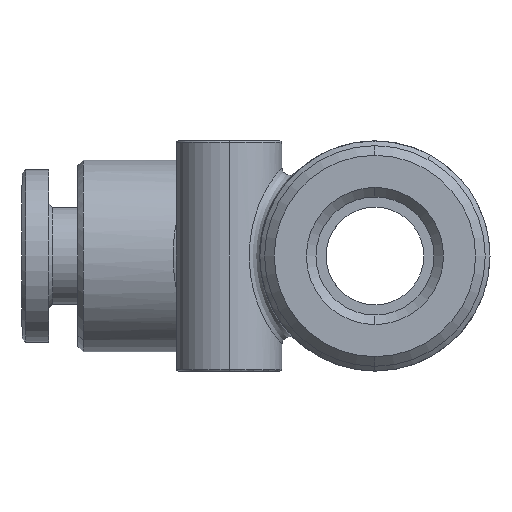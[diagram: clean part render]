
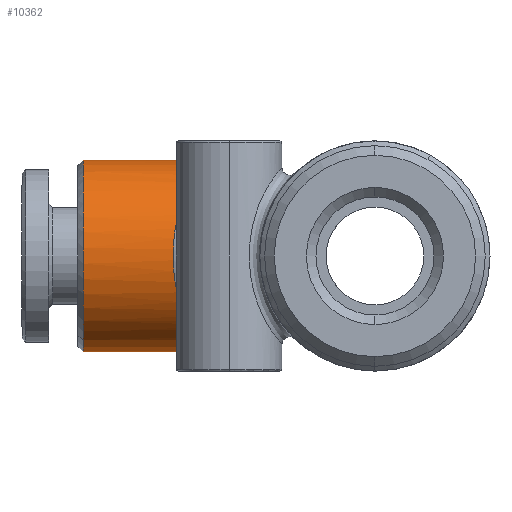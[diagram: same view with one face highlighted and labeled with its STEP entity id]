
A CAD part, left-side view. The second image highlights one B-rep face of the part: STEP entity #10362.
In plain terms, the highlighted cylindrical face has radius 5 mm (diameter 10 mm), a partial arc.
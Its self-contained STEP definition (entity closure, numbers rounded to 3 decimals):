
#209 = ORIENTED_EDGE ( 'NONE', *, *, #9699, .F. ) ;
#989 = DIRECTION ( 'NONE',  ( 0., 1., 0. ) ) ;
#1000 = DIRECTION ( 'NONE',  ( 0., 1., 0. ) ) ;
#1363 = CARTESIAN_POINT ( 'NONE',  ( -14.536, 9.153, 3.548 ) ) ;
#1504 = CARTESIAN_POINT ( 'NONE',  ( -15.005, 9.799, 3.011 ) ) ;
#1771 = DIRECTION ( 'NONE',  ( 0., -1., 0. ) ) ;
#1896 = VERTEX_POINT ( 'NONE', #19236 ) ;
#2149 = B_SPLINE_CURVE_WITH_KNOTS ( 'NONE', 5,
 ( #8277, #8448, #17366, #4899, #17443, #17280 ),
 .UNSPECIFIED., .F., .F.,
 ( 6, 6 ),
 ( 0., 1. ),
 .UNSPECIFIED. ) ;
#2354 = DIRECTION ( 'NONE',  ( -0.479, 0., -0.878 ) ) ;
#2654 = VERTEX_POINT ( 'NONE', #20792 ) ;
#2923 = EDGE_CURVE ( 'NONE', #19740, #11755, #5755, .T. ) ;
#2995 = CARTESIAN_POINT ( 'NONE',  ( -14.234, 8.253, 3.814 ) ) ;
#3027 = CARTESIAN_POINT ( 'NONE',  ( -14.219, 7.083, 3.826 ) ) ;
#3034 = CARTESIAN_POINT ( 'NONE',  ( -11., 6.366, 5. ) ) ;
#3073 = CARTESIAN_POINT ( 'NONE',  ( -14.194, 7.926, 3.846 ) ) ;
#3104 = EDGE_CURVE ( 'NONE', #18882, #19740, #22003, .T. ) ;
#3525 = B_SPLINE_CURVE_WITH_KNOTS ( 'NONE', 5,
 ( #6266, #4184, #20994, #3027, #4661, #19103 ),
 .UNSPECIFIED., .F., .F.,
 ( 6, 6 ),
 ( 0., 1. ),
 .UNSPECIFIED. ) ;
#3988 = CIRCLE ( 'NONE', #18520, 5. ) ;
#4184 = CARTESIAN_POINT ( 'NONE',  ( -14.339, 6.589, 3.723 ) ) ;
#4493 = CARTESIAN_POINT ( 'NONE',  ( -11., 6.366, 0. ) ) ;
#4562 = EDGE_CURVE ( 'NONE', #15430, #6955, #6294, .T. ) ;
#4609 = EDGE_CURVE ( 'NONE', #18882, #15320, #3988, .T. ) ;
#4661 = CARTESIAN_POINT ( 'NONE',  ( -14.194, 7.341, 3.846 ) ) ;
#4796 = CARTESIAN_POINT ( 'NONE',  ( -14.293, 8.643, -3.764 ) ) ;
#4899 = CARTESIAN_POINT ( 'NONE',  ( -14.268, 6.83, -3.785 ) ) ;
#4922 = DIRECTION ( 'NONE',  ( 0.479, 0., 0.878 ) ) ;
#4955 = CARTESIAN_POINT ( 'NONE',  ( -15.549, 10.289, -2.181 ) ) ;
#5040 = CARTESIAN_POINT ( 'NONE',  ( -14.843, 9.609, 3.213 ) ) ;
#5291 = CARTESIAN_POINT ( 'NONE',  ( -11., 15.196, 5. ) ) ;
#5505 = ORIENTED_EDGE ( 'NONE', *, *, #19591, .F. ) ;
#5583 = DIRECTION ( 'NONE',  ( 0., 1., 0. ) ) ;
#5755 = CIRCLE ( 'NONE', #6680, 5. ) ;
#6266 = CARTESIAN_POINT ( 'NONE',  ( -14.428, 6.366, 3.64 ) ) ;
#6294 = CIRCLE ( 'NONE', #12215, 5. ) ;
#6504 = VECTOR ( 'NONE', #17860, 1000. ) ;
#6680 = AXIS2_PLACEMENT_3D ( 'NONE', #18097, #18024, #7296 ) ;
#6716 = CARTESIAN_POINT ( 'NONE',  ( -16.067, 10.547, -0.504 ) ) ;
#6763 = DIRECTION ( 'NONE',  ( 0., -1., 0. ) ) ;
#6955 = VERTEX_POINT ( 'NONE', #12895 ) ;
#7296 = DIRECTION ( 'NONE',  ( -0.479, 0., -0.878 ) ) ;
#7613 = DIRECTION ( 'NONE',  ( 0., -1., 0. ) ) ;
#8277 = CARTESIAN_POINT ( 'NONE',  ( -14.194, 7.6, -3.846 ) ) ;
#8448 = CARTESIAN_POINT ( 'NONE',  ( -14.194, 7.341, -3.846 ) ) ;
#8601 = ORIENTED_EDGE ( 'NONE', *, *, #15617, .F. ) ;
#8699 = CARTESIAN_POINT ( 'NONE',  ( -11., 15.196, 0. ) ) ;
#9699 = EDGE_CURVE ( 'NONE', #15320, #2654, #3525, .T. ) ;
#9958 = ORIENTED_EDGE ( 'NONE', *, *, #4562, .T. ) ;
#10362 = ADVANCED_FACE ( 'NONE', ( #22101 ), #17909, .T. ) ;
#10530 = CARTESIAN_POINT ( 'NONE',  ( -14.194, 7.6, -3.846 ) ) ;
#11207 = CARTESIAN_POINT ( 'NONE',  ( -11., 15.196, -5. ) ) ;
#11414 = ORIENTED_EDGE ( 'NONE', *, *, #12400, .T. ) ;
#11677 = CARTESIAN_POINT ( 'NONE',  ( -14.194, 7.6, -3.846 ) ) ;
#11755 = VERTEX_POINT ( 'NONE', #12439 ) ;
#11968 = ORIENTED_EDGE ( 'NONE', *, *, #2923, .T. ) ;
#12171 = CARTESIAN_POINT ( 'NONE',  ( -15.757, 10.397, -1.676 ) ) ;
#12215 = AXIS2_PLACEMENT_3D ( 'NONE', #21577, #5583, #21644 ) ;
#12322 = CARTESIAN_POINT ( 'NONE',  ( -14.312, 8.567, 3.749 ) ) ;
#12400 = EDGE_CURVE ( 'NONE', #11755, #13693, #20407, .T. ) ;
#12439 = CARTESIAN_POINT ( 'NONE',  ( -13.397, 15.196, -4.388 ) ) ;
#12469 = VECTOR ( 'NONE', #1000, 1000. ) ;
#12592 = EDGE_CURVE ( 'NONE', #15430, #1896, #15644, .T. ) ;
#12895 = CARTESIAN_POINT ( 'NONE',  ( -14.428, 6.366, -3.64 ) ) ;
#13442 = AXIS2_PLACEMENT_3D ( 'NONE', #21745, #1771, #19656 ) ;
#13693 = VERTEX_POINT ( 'NONE', #11207 ) ;
#13961 = ORIENTED_EDGE ( 'NONE', *, *, #3104, .T. ) ;
#14060 = CARTESIAN_POINT ( 'NONE',  ( -16.015, 10.515, 0.714 ) ) ;
#14335 = LINE ( 'NONE', #18167, #6504 ) ;
#14809 = CARTESIAN_POINT ( 'NONE',  ( -14.428, 6.366, 3.64 ) ) ;
#15320 = VERTEX_POINT ( 'NONE', #14809 ) ;
#15430 = VERTEX_POINT ( 'NONE', #23188 ) ;
#15552 = CARTESIAN_POINT ( 'NONE',  ( -14.498, 9.115, -3.596 ) ) ;
#15617 = EDGE_CURVE ( 'NONE', #1896, #13693, #14335, .T. ) ;
#15644 = CIRCLE ( 'NONE', #13442, 5. ) ;
#15790 = CARTESIAN_POINT ( 'NONE',  ( -15.032, 9.908, -3.037 ) ) ;
#16298 = AXIS2_PLACEMENT_3D ( 'NONE', #8699, #6763, #4922 ) ;
#16459 = ORIENTED_EDGE ( 'NONE', *, *, #17498, .F. ) ;
#16497 = VERTEX_POINT ( 'NONE', #11677 ) ;
#17201 = DIRECTION ( 'NONE',  ( 0., 0., 1. ) ) ;
#17213 = ORIENTED_EDGE ( 'NONE', *, *, #4609, .F. ) ;
#17280 = CARTESIAN_POINT ( 'NONE',  ( -14.428, 6.366, -3.64 ) ) ;
#17366 = CARTESIAN_POINT ( 'NONE',  ( -14.219, 7.083, -3.826 ) ) ;
#17443 = CARTESIAN_POINT ( 'NONE',  ( -14.339, 6.589, -3.723 ) ) ;
#17498 = EDGE_CURVE ( 'NONE', #2654, #16497, #18853, .T. ) ;
#17860 = DIRECTION ( 'NONE',  ( 0., 1., 0. ) ) ;
#17909 = CYLINDRICAL_SURFACE ( 'NONE', #22396, 5. ) ;
#18024 = DIRECTION ( 'NONE',  ( 0., -1., 0. ) ) ;
#18097 = CARTESIAN_POINT ( 'NONE',  ( -11., 15.196, 0. ) ) ;
#18167 = CARTESIAN_POINT ( 'NONE',  ( -11., 6.366, -5. ) ) ;
#18421 = ORIENTED_EDGE ( 'NONE', *, *, #12592, .F. ) ;
#18520 = AXIS2_PLACEMENT_3D ( 'NONE', #22026, #7613, #2354 ) ;
#18853 = B_SPLINE_CURVE_WITH_KNOTS ( 'NONE', 5,
 ( #21269, #3073, #2995, #12322, #1363, #5040, #1504, #19391, #19464, #14060, #6716, #12171, #4955, #15790, #15552, #4796, #19235, #10530 ),
 .UNSPECIFIED., .F., .F.,
 ( 6, 3, 3, 3, 3, 6 ),
 ( 0., 0.13, 0.262, 0.554, 0.793, 1. ),
 .UNSPECIFIED. ) ;
#18882 = VERTEX_POINT ( 'NONE', #19826 ) ;
#19103 = CARTESIAN_POINT ( 'NONE',  ( -14.194, 7.6, 3.846 ) ) ;
#19235 = CARTESIAN_POINT ( 'NONE',  ( -14.194, 8.121, -3.846 ) ) ;
#19236 = CARTESIAN_POINT ( 'NONE',  ( -11., 6.366, -5. ) ) ;
#19391 = CARTESIAN_POINT ( 'NONE',  ( -15.507, 10.289, 2.288 ) ) ;
#19464 = CARTESIAN_POINT ( 'NONE',  ( -15.882, 10.467, 1.372 ) ) ;
#19591 = EDGE_CURVE ( 'NONE', #16497, #6955, #2149, .T. ) ;
#19656 = DIRECTION ( 'NONE',  ( 0.986, 0., -0.167 ) ) ;
#19740 = VERTEX_POINT ( 'NONE', #5291 ) ;
#19826 = CARTESIAN_POINT ( 'NONE',  ( -11., 6.366, 5. ) ) ;
#20407 = CIRCLE ( 'NONE', #16298, 5. ) ;
#20792 = CARTESIAN_POINT ( 'NONE',  ( -14.194, 7.6, 3.846 ) ) ;
#20994 = CARTESIAN_POINT ( 'NONE',  ( -14.268, 6.83, 3.785 ) ) ;
#21269 = CARTESIAN_POINT ( 'NONE',  ( -14.194, 7.6, 3.846 ) ) ;
#21577 = CARTESIAN_POINT ( 'NONE',  ( -11., 6.366, 0. ) ) ;
#21644 = DIRECTION ( 'NONE',  ( -0.777, 0., -0.629 ) ) ;
#21745 = CARTESIAN_POINT ( 'NONE',  ( -11., 6.366, 0. ) ) ;
#22003 = LINE ( 'NONE', #3034, #12469 ) ;
#22026 = CARTESIAN_POINT ( 'NONE',  ( -11., 6.366, 0. ) ) ;
#22101 = FACE_OUTER_BOUND ( 'NONE', #23103, .T. ) ;
#22396 = AXIS2_PLACEMENT_3D ( 'NONE', #4493, #989, #17201 ) ;
#23103 = EDGE_LOOP ( 'NONE', ( #8601, #18421, #9958, #5505, #16459, #209, #17213, #13961, #11968, #11414 ) ) ;
#23188 = CARTESIAN_POINT ( 'NONE',  ( -13.397, 6.366, -4.388 ) ) ;
